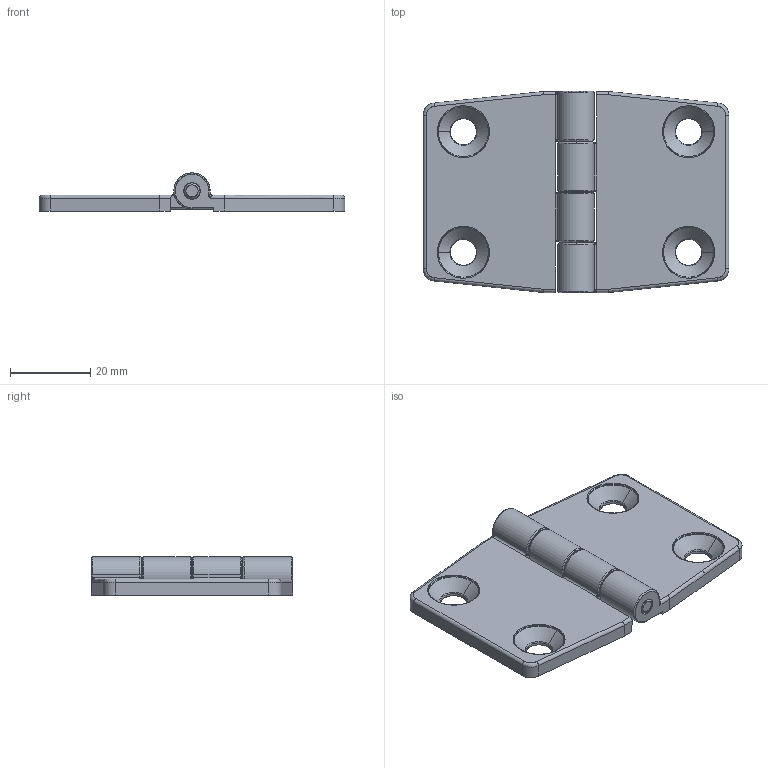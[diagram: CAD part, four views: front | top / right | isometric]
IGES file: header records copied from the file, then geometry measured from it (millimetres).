
Start section: SolidWorks IGES file using analytic representation for surfaces
Global section: file name: DHIS-5076.IGS; native system: SolidWorks 2017; preprocessor: SolidWorks 2017; author: solidworks; date: 180306.195329; units: millimetre
Bounding box: 76 x 50 x 9.5 mm (x, y, z)
Surface area: 9165.9 mm2 (no closed solid volume)
Topology: 0 solids, 0 shells, 276 faces, 2372 edges, 2370 vertices
Faces by surface type: bspline 188, revolution 88
